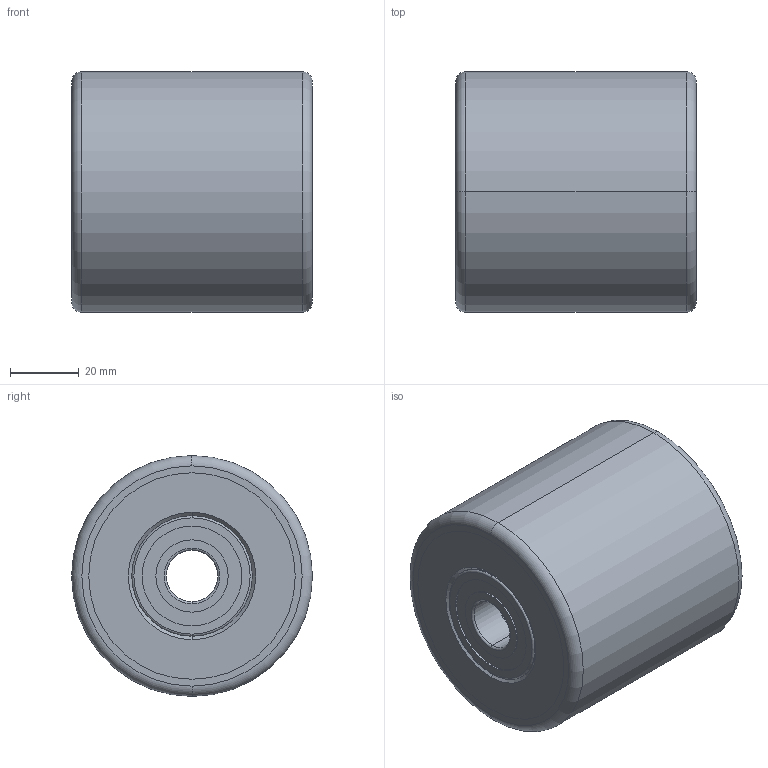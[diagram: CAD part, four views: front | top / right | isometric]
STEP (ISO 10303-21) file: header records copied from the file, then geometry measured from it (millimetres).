
FILE_DESCRIPTION (( 'STEP AP214' ), '1' );
FILE_NAME ('0033563_PUHS-070-70-K15-2RS.STEP', '2016-05-30T08:07:27', ( '' ), ( '' ), 'SwSTEP 2.0', 'SolidWorks 2016', '' );
FILE_SCHEMA (( 'AUTOMOTIVE_DESIGN' ));
Length unit declared in the file: millimetre
Products named in the file (1): 0033563_PUHS-070-70-K15-2RS
Bounding box: 70 x 70 x 70 mm (x, y, z)
Volume: 226094.5 mm3; surface area: 66110.5 mm2
Topology: 8 solids, 8 shells, 106 faces, 212 edges, 128 vertices
Faces by surface type: cylinder 52, torus 28, plane 22, cone 4
Entity records: 4087 total; most frequent: DIRECTION 582, CARTESIAN_POINT 447, ORIENTED_EDGE 424, AXIS2_PLACEMENT_3D 263, EDGE_CURVE 212, CIRCLE 156, EDGE_LOOP 128, VERTEX_POINT 128
